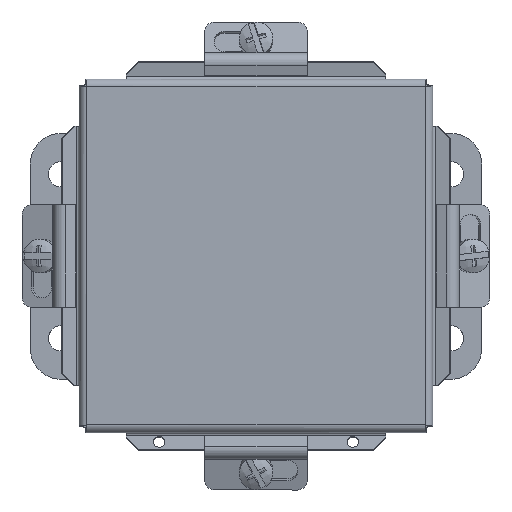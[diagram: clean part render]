
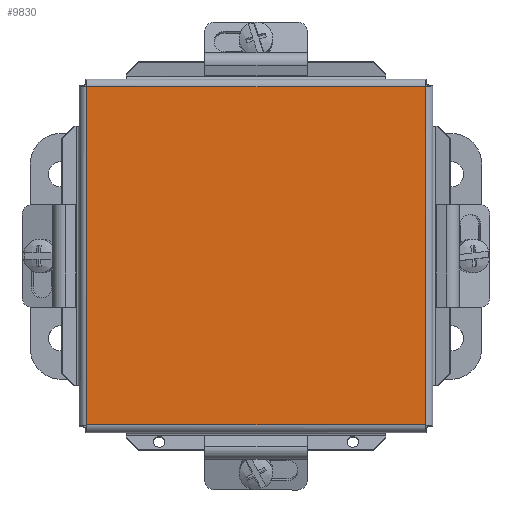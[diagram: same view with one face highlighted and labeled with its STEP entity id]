
A CAD part, top view. The second image highlights one B-rep face of the part: STEP entity #9830.
In plain terms, the highlighted face is planar.
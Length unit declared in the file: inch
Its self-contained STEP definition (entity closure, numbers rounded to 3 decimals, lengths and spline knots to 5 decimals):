
#217 = EDGE_CURVE ( 'NONE', #2196, #9307, #12066, .T. ) ;
#503 = VERTEX_POINT ( 'NONE', #2885 ) ;
#829 = LINE ( 'NONE', #8386, #11151 ) ;
#1080 = ORIENTED_EDGE ( 'NONE', *, *, #217, .T. ) ;
#1430 = CARTESIAN_POINT ( 'NONE',  ( 4.21675, 4.21675, 0. ) ) ;
#2083 = VECTOR ( 'NONE', #6240, 39.37008 ) ;
#2196 = VERTEX_POINT ( 'NONE', #9491 ) ;
#2885 = CARTESIAN_POINT ( 'NONE',  ( 4.21675, 0.09325, 0. ) ) ;
#2955 = CARTESIAN_POINT ( 'NONE',  ( 4.21675, 4.21675, 0. ) ) ;
#3357 = CARTESIAN_POINT ( 'NONE',  ( 0.09325, 0.09325, 0. ) ) ;
#4033 = EDGE_CURVE ( 'NONE', #12571, #2196, #4064, .T. ) ;
#4049 = CARTESIAN_POINT ( 'NONE',  ( 2.155, 2.155, 0. ) ) ;
#4064 = LINE ( 'NONE', #6058, #12960 ) ;
#4900 = ORIENTED_EDGE ( 'NONE', *, *, #4033, .T. ) ;
#5041 = DIRECTION ( 'NONE',  ( 1., 0., 0. ) ) ;
#5526 = ORIENTED_EDGE ( 'NONE', *, *, #5768, .T. ) ;
#5768 = EDGE_CURVE ( 'NONE', #503, #12571, #829, .T. ) ;
#5936 = CARTESIAN_POINT ( 'NONE',  ( 0.09325, 4.21675, 0. ) ) ;
#6034 = DIRECTION ( 'NONE',  ( 0., 1., 0. ) ) ;
#6058 = CARTESIAN_POINT ( 'NONE',  ( 0.09325, 0.09325, 0. ) ) ;
#6240 = DIRECTION ( 'NONE',  ( 1., 0., 0. ) ) ;
#6591 = ORIENTED_EDGE ( 'NONE', *, *, #12330, .T. ) ;
#6651 = VECTOR ( 'NONE', #8959, 39.37008 ) ;
#7434 = EDGE_LOOP ( 'NONE', ( #6591, #5526, #4900, #1080 ) ) ;
#8177 = DIRECTION ( 'NONE',  ( -1., 0., 0. ) ) ;
#8386 = CARTESIAN_POINT ( 'NONE',  ( 4.21675, 0.09325, 0. ) ) ;
#8959 = DIRECTION ( 'NONE',  ( 0., -1., 0. ) ) ;
#9307 = VERTEX_POINT ( 'NONE', #1430 ) ;
#9355 = FACE_OUTER_BOUND ( 'NONE', #7434, .T. ) ;
#9491 = CARTESIAN_POINT ( 'NONE',  ( 0.09325, 4.21675, 0. ) ) ;
#9544 = AXIS2_PLACEMENT_3D ( 'NONE', #4049, #11034, #5041 ) ;
#9830 = ADVANCED_FACE ( 'NONE', ( #9355 ), #11977, .F. ) ;
#11034 = DIRECTION ( 'NONE',  ( 0., 0., 1. ) ) ;
#11151 = VECTOR ( 'NONE', #8177, 39.37008 ) ;
#11648 = LINE ( 'NONE', #2955, #6651 ) ;
#11977 = PLANE ( 'NONE',  #9544 ) ;
#12066 = LINE ( 'NONE', #5936, #2083 ) ;
#12330 = EDGE_CURVE ( 'NONE', #9307, #503, #11648, .T. ) ;
#12571 = VERTEX_POINT ( 'NONE', #3357 ) ;
#12960 = VECTOR ( 'NONE', #6034, 39.37008 ) ;
